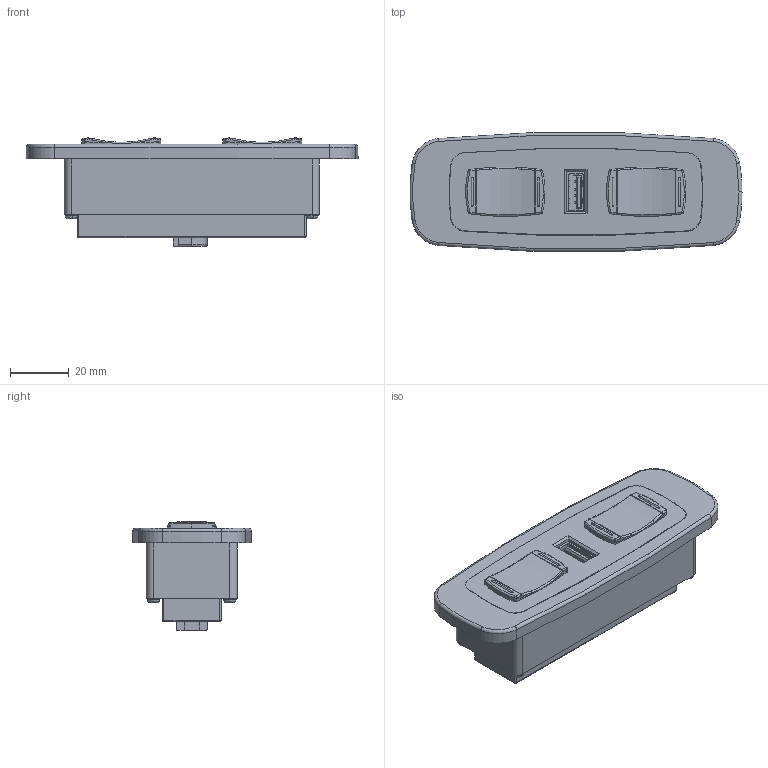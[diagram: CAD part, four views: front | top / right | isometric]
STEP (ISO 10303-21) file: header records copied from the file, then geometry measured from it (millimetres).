
FILE_DESCRIPTION (( 'STEP AP203' ), '1' );
FILE_NAME ('HS Chair-Control Seesaw.STEP', '2016-08-30T07:18:05', ( 'admin' ), ( 'Hewlett-Packard Company' ), 'SwSTEP 2.0', 'SolidWorks 2016', '' );
FILE_SCHEMA (( 'CONFIG_CONTROL_DESIGN' ));
Length unit declared in the file: millimetre
Products named in the file (1): HS Chair-Control Seesaw
Bounding box: 113.13 x 40.36 x 37.1 mm (x, y, z)
Volume: 83662.9 mm3; surface area: 23203.8 mm2
Topology: 2 solids, 2 shells, 688 faces, 1854 edges, 1193 vertices
Faces by surface type: plane 330, cylinder 214, cone 56, bspline 44, torus 24, sphere 20
Entity records: 23456 total; most frequent: CARTESIAN_POINT 6375, ORIENTED_EDGE 3676, DIRECTION 3395, EDGE_CURVE 1838, VERTEX_POINT 1193, AXIS2_PLACEMENT_3D 1187, VECTOR 1021, LINE 1021
